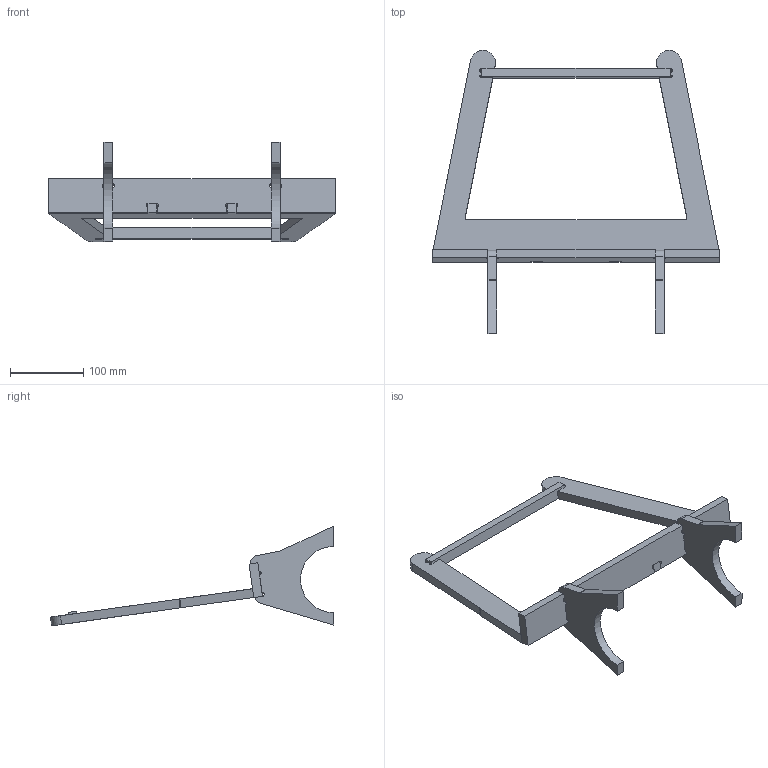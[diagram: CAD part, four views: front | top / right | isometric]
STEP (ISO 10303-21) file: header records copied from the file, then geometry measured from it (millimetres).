
FILE_DESCRIPTION(/* description */ (''),/* implementation_level */ '2;1');
FILE_NAME(/* name */ 'Version-1-reposabajo.step',/* time_stamp */ '2024-07-19T11:28:36-04:00',/* author */ (''),/* organization */ (''),/* preprocessor_version */ 'ST-DEVELOPER v20',/* originating_system */ 'Autodesk Translation Framework v13.14.0.145',/* authorisation */ '');
FILE_SCHEMA (('AUTOMOTIVE_DESIGN { 1 0 10303 214 3 1 1 }'));
Length unit declared in the file: millimetre
Products named in the file (8): Iteración_Base; Respaldo; Base Respaldo; Viga; Base; Patas; DER.; IZQ
Assembly tree (7 placements, depth 3):
  Iteración_Base
    Respaldo
      Base Respaldo
      Viga
    Base
    Patas
      DER.
      IZQ
Bounding box: 391 x 385.82 x 135.93 mm (x, y, z)
Volume: 812709.4 mm3; surface area: 188853.6 mm2
Topology: 5 solids, 5 shells, 113 faces, 309 edges, 206 vertices
Faces by surface type: plane 78, cylinder 35
Entity records: 3794 total; most frequent: CARTESIAN_POINT 643, DIRECTION 635, ORIENTED_EDGE 618, EDGE_CURVE 309, LINE 239, VECTOR 239, VERTEX_POINT 206, AXIS2_PLACEMENT_3D 198
